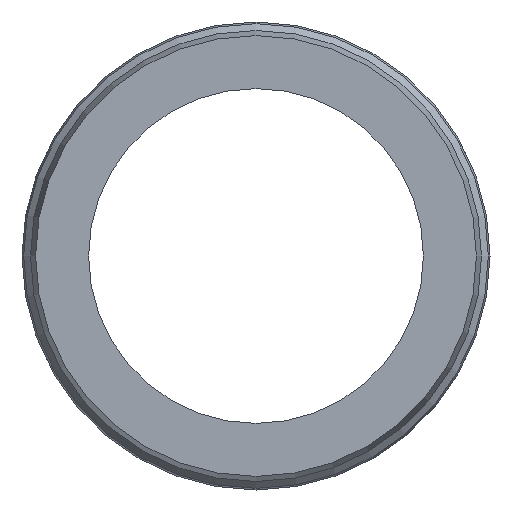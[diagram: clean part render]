
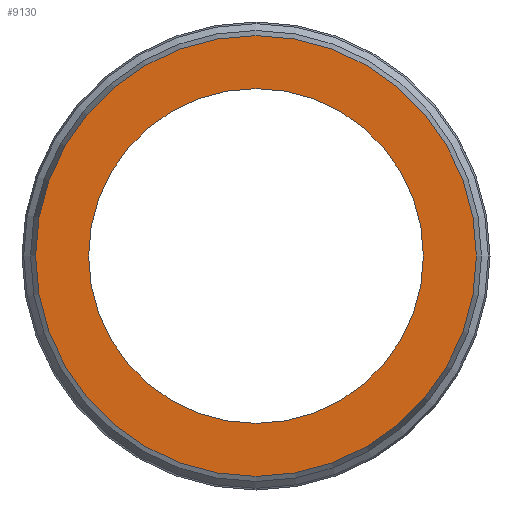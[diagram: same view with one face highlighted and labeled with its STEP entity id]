
A CAD part, front view. The second image highlights one B-rep face of the part: STEP entity #9130.
In plain terms, the highlighted planar face has unit normal (0, -1, 0).
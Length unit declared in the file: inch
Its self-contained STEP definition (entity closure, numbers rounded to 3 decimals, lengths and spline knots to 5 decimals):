
#166=CIRCLE('',#9658,0.49);
#167=CIRCLE('',#9659,0.49);
#168=CIRCLE('',#9661,0.64509);
#169=CIRCLE('',#9662,0.64509);
#215=FACE_BOUND('',#1467,.T.);
#949=FACE_OUTER_BOUND('',#1466,.T.);
#1466=EDGE_LOOP('',(#8257,#8258));
#1467=EDGE_LOOP('',(#8259,#8260));
#4348=VERTEX_POINT('',#15584);
#4349=VERTEX_POINT('',#15586);
#4350=VERTEX_POINT('',#15590);
#4351=VERTEX_POINT('',#15591);
#5652=EDGE_CURVE('',#4349,#4348,#166,.T.);
#5653=EDGE_CURVE('',#4348,#4349,#167,.T.);
#5654=EDGE_CURVE('',#4350,#4351,#168,.T.);
#5655=EDGE_CURVE('',#4351,#4350,#169,.T.);
#8257=ORIENTED_EDGE('',*,*,#5654,.F.);
#8258=ORIENTED_EDGE('',*,*,#5655,.F.);
#8259=ORIENTED_EDGE('',*,*,#5652,.T.);
#8260=ORIENTED_EDGE('',*,*,#5653,.T.);
#8622=PLANE('',#9660);
#9130=ADVANCED_FACE('',(#949,#215),#8622,.T.);
#9658=AXIS2_PLACEMENT_3D('',#15587,#11683,#11684);
#9659=AXIS2_PLACEMENT_3D('',#15588,#11685,#11686);
#9660=AXIS2_PLACEMENT_3D('',#15589,#11687,#11688);
#9661=AXIS2_PLACEMENT_3D('',#15592,#11689,#11690);
#9662=AXIS2_PLACEMENT_3D('',#15593,#11691,#11692);
#11683=DIRECTION('center_axis',(0.,1.,0.));
#11684=DIRECTION('ref_axis',(-1.,0.,0.));
#11685=DIRECTION('center_axis',(0.,1.,0.));
#11686=DIRECTION('ref_axis',(-1.,0.,0.));
#11687=DIRECTION('center_axis',(0.,-1.,0.));
#11688=DIRECTION('ref_axis',(0.,0.,-1.));
#11689=DIRECTION('center_axis',(0.,1.,0.));
#11690=DIRECTION('ref_axis',(-1.,0.,0.));
#11691=DIRECTION('center_axis',(0.,1.,0.));
#11692=DIRECTION('ref_axis',(-1.,0.,0.));
#15584=CARTESIAN_POINT('',(0.49,-5.75,0.));
#15586=CARTESIAN_POINT('',(-0.49,-5.75,0.));
#15587=CARTESIAN_POINT('Origin',(0.,-5.75,0.));
#15588=CARTESIAN_POINT('Origin',(0.,-5.75,0.));
#15589=CARTESIAN_POINT('Origin',(-0.56755,-5.75,0.));
#15590=CARTESIAN_POINT('',(-0.64509,-5.75,0.));
#15591=CARTESIAN_POINT('',(0.64509,-5.75,0.));
#15592=CARTESIAN_POINT('Origin',(0.,-5.75,0.));
#15593=CARTESIAN_POINT('Origin',(0.,-5.75,0.));
